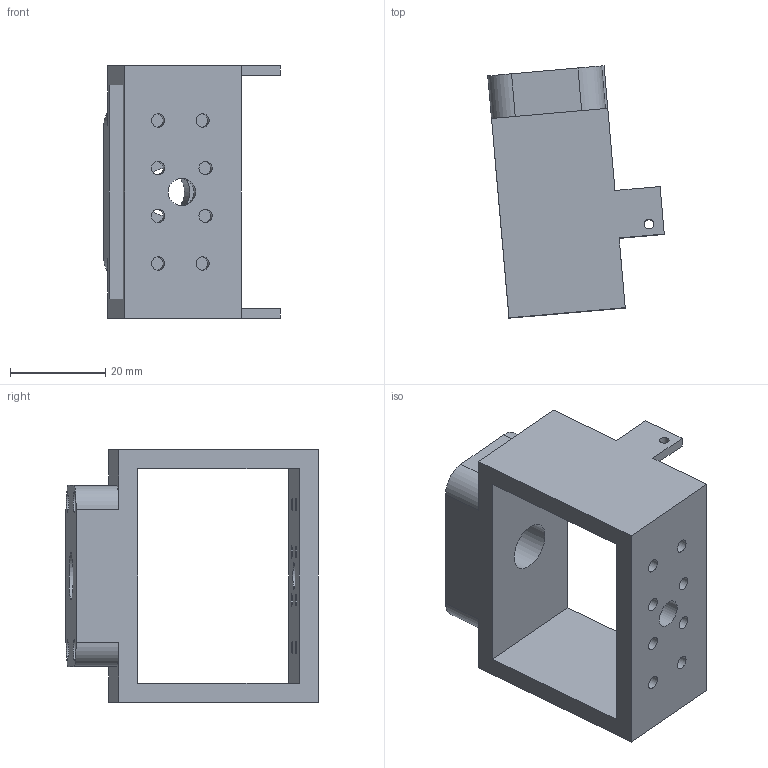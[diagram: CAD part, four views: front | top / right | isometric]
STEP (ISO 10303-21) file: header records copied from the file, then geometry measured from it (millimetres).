
FILE_DESCRIPTION(/* description */ (''),/* implementation_level */ '2;1');
FILE_NAME(/* name */ 'Arm_Bracket.step',/* time_stamp */ '2024-07-02T21:42:17+02:00',/* author */ (''),/* organization */ (''),/* preprocessor_version */ 'ST-DEVELOPER v20',/* originating_system */ 'Autodesk Translation Framework v13.14.0.145',/* authorisation */ '');
FILE_SCHEMA (('AUTOMOTIVE_DESIGN { 1 0 10303 214 3 1 1 }'));
Length unit declared in the file: millimetre
Products named in the file (1): Arm_Bracket
Bounding box: 37.04 x 52.94 x 53 mm (x, y, z)
Volume: 23664 mm3; surface area: 12397.6 mm2
Topology: 1 solids, 1 shells, 48 faces, 126 edges, 84 vertices
Faces by surface type: plane 28, cylinder 20
Full cylindrical faces by diameter (mm): 2 x2, 2.8 x8, 4.5 x4, 5.8 x1, 10 x1
Entity records: 1575 total; most frequent: DIRECTION 264, CARTESIAN_POINT 259, ORIENTED_EDGE 252, EDGE_CURVE 126, AXIS2_PLACEMENT_3D 89, LINE 86, VECTOR 86, VERTEX_POINT 84
